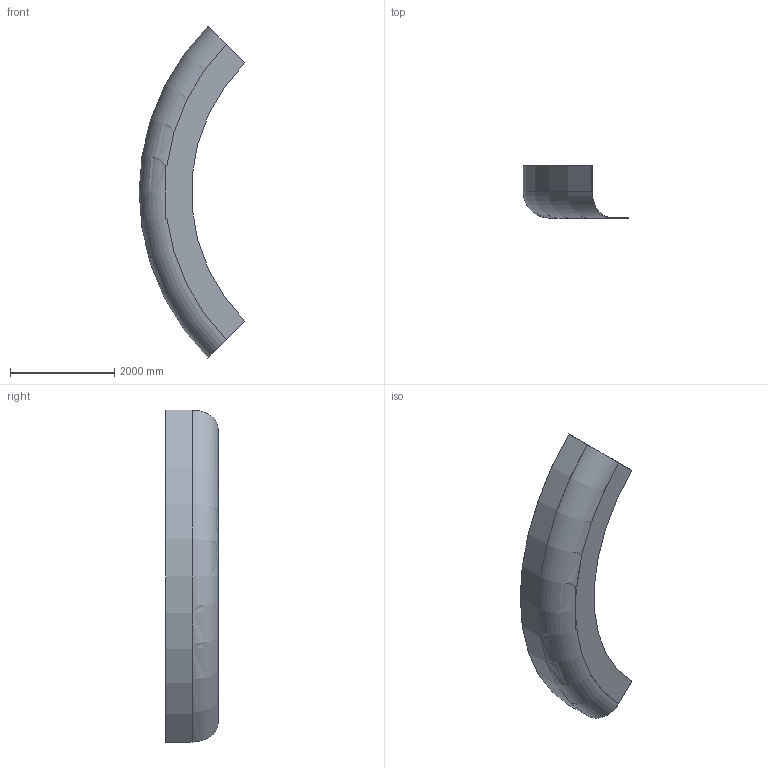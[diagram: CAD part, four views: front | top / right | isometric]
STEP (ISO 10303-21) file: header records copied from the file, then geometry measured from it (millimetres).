
FILE_DESCRIPTION(/* description */ (''),/* implementation_level */ '2;1');
FILE_NAME(/* name */ 'Assembly1.stp',/* time_stamp */ '2024-02-21T15:18:09+03:00',/* author */ ('omrfrkmll'),/* organization */ (''),/* preprocessor_version */ 'ST-DEVELOPER v20',/* originating_system */ 'Autodesk Inventor 2024',/* authorisation */ '');
FILE_SCHEMA (('AUTOMOTIVE_DESIGN { 1 0 10303 214 3 1 1 }'));
Length unit declared in the file: millimetre
Products named in the file (5): Assembly1; jack yuavası; cover; Header 200mil; baase
Assembly tree (5 placements, depth 2):
  Assembly1
    jack yuavası
    cover
    Header 200mil  x2
    baase
Bounding box: 2025.13 x 1000 x 6363.96 mm (x, y, z)
Volume: 117466515.1 mm3; surface area: 23660270 mm2
Topology: 7 solids, 7 shells, 1229 faces, 2936 edges, 1613 vertices
Faces by surface type: cylinder 525, plane 305, sphere 176, torus 155, bspline 64, cone 4
Full cylindrical faces by diameter (mm): 3 x4, 3.2 x2
Entity records: 20713 total; most frequent: CARTESIAN_POINT 4801, DIRECTION 3434, ORIENTED_EDGE 3044, EDGE_CURVE 1522, AXIS2_PLACEMENT_3D 1352, VERTEX_POINT 877, LINE 730, VECTOR 730
